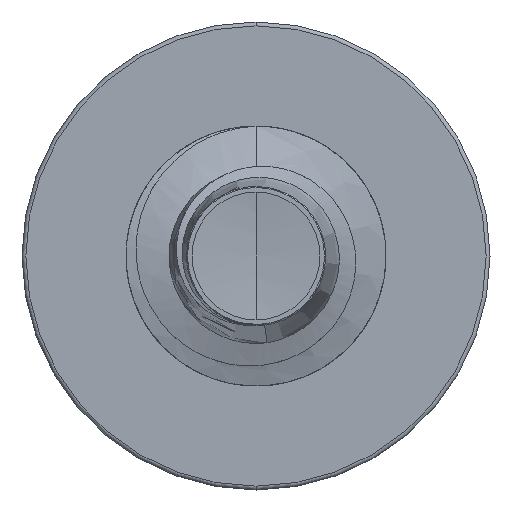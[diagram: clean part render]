
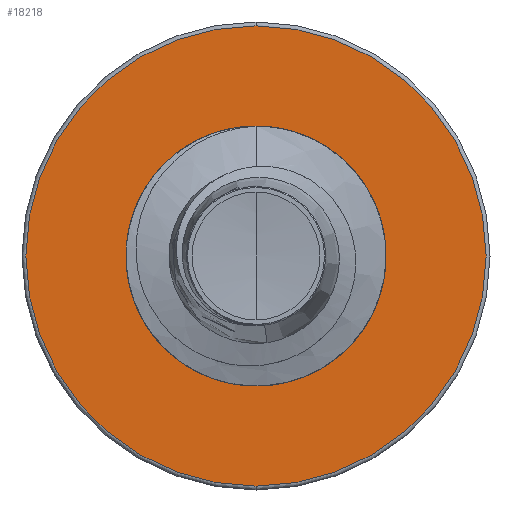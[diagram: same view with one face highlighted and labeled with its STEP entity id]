
A CAD part, front view. The second image highlights one B-rep face of the part: STEP entity #18218.
In plain terms, the highlighted planar face has unit normal (0, -1, 0).
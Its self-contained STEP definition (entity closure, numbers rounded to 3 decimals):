
#366 = DIRECTION ( 'NONE',  ( 0., 0., 1. ) ) ;
#600 = AXIS2_PLACEMENT_3D ( 'NONE', #1348, #16775, #3700 ) ;
#746 = CARTESIAN_POINT ( 'NONE',  ( 0., 27.5, 2.842 ) ) ;
#949 = AXIS2_PLACEMENT_3D ( 'NONE', #24906, #13888, #366 ) ;
#1059 = FACE_BOUND ( 'NONE', #21723, .T. ) ;
#1348 = CARTESIAN_POINT ( 'NONE',  ( 0., 27.5, 0. ) ) ;
#3236 = CIRCLE ( 'NONE', #600, 2.842 ) ;
#3700 = DIRECTION ( 'NONE',  ( 0., 0., 1. ) ) ;
#4172 = AXIS2_PLACEMENT_3D ( 'NONE', #4243, #22647, #11074 ) ;
#4243 = CARTESIAN_POINT ( 'NONE',  ( 0., 27.5, -2.842 ) ) ;
#6540 = FACE_OUTER_BOUND ( 'NONE', #12271, .T. ) ;
#6584 = CARTESIAN_POINT ( 'NONE',  ( 0., 27.5, 0. ) ) ;
#7500 = AXIS2_PLACEMENT_3D ( 'NONE', #6584, #20902, #8833 ) ;
#8833 = DIRECTION ( 'NONE',  ( 0., 0., 1. ) ) ;
#9031 = VERTEX_POINT ( 'NONE', #746 ) ;
#9230 = AXIS2_PLACEMENT_3D ( 'NONE', #11950, #25058, #14071 ) ;
#9597 = ORIENTED_EDGE ( 'NONE', *, *, #18182, .F. ) ;
#10273 = VERTEX_POINT ( 'NONE', #17841 ) ;
#11074 = DIRECTION ( 'NONE',  ( 0., 0., 1. ) ) ;
#11544 = ORIENTED_EDGE ( 'NONE', *, *, #23111, .F. ) ;
#11950 = CARTESIAN_POINT ( 'NONE',  ( 0., 27.5, 0. ) ) ;
#12160 = VERTEX_POINT ( 'NONE', #14145 ) ;
#12271 = EDGE_LOOP ( 'NONE', ( #11544, #9597 ) ) ;
#13535 = CIRCLE ( 'NONE', #949, 5.31 ) ;
#13888 = DIRECTION ( 'NONE',  ( 0., 1., 0. ) ) ;
#14071 = DIRECTION ( 'NONE',  ( 0., 0., 1. ) ) ;
#14144 = VERTEX_POINT ( 'NONE', #21254 ) ;
#14145 = CARTESIAN_POINT ( 'NONE',  ( 0., 27.5, 5.31 ) ) ;
#16775 = DIRECTION ( 'NONE',  ( 0., 1., 0. ) ) ;
#17207 = PLANE ( 'NONE',  #4172 ) ;
#17841 = CARTESIAN_POINT ( 'NONE',  ( 0., 27.5, -2.842 ) ) ;
#18071 = CIRCLE ( 'NONE', #9230, 2.842 ) ;
#18182 = EDGE_CURVE ( 'NONE', #14144, #12160, #22576, .T. ) ;
#18218 = ADVANCED_FACE ( 'NONE', ( #6540, #1059 ), #17207, .F. ) ;
#20902 = DIRECTION ( 'NONE',  ( 0., 1., 0. ) ) ;
#21254 = CARTESIAN_POINT ( 'NONE',  ( 0., 27.5, -5.31 ) ) ;
#21723 = EDGE_LOOP ( 'NONE', ( #25527, #25622 ) ) ;
#22576 = CIRCLE ( 'NONE', #7500, 5.31 ) ;
#22647 = DIRECTION ( 'NONE',  ( 0., 1., 0. ) ) ;
#23111 = EDGE_CURVE ( 'NONE', #12160, #14144, #13535, .T. ) ;
#23286 = EDGE_CURVE ( 'NONE', #10273, #9031, #18071, .T. ) ;
#23673 = EDGE_CURVE ( 'NONE', #9031, #10273, #3236, .T. ) ;
#24906 = CARTESIAN_POINT ( 'NONE',  ( 0., 27.5, 0. ) ) ;
#25058 = DIRECTION ( 'NONE',  ( 0., 1., 0. ) ) ;
#25527 = ORIENTED_EDGE ( 'NONE', *, *, #23673, .T. ) ;
#25622 = ORIENTED_EDGE ( 'NONE', *, *, #23286, .T. ) ;
